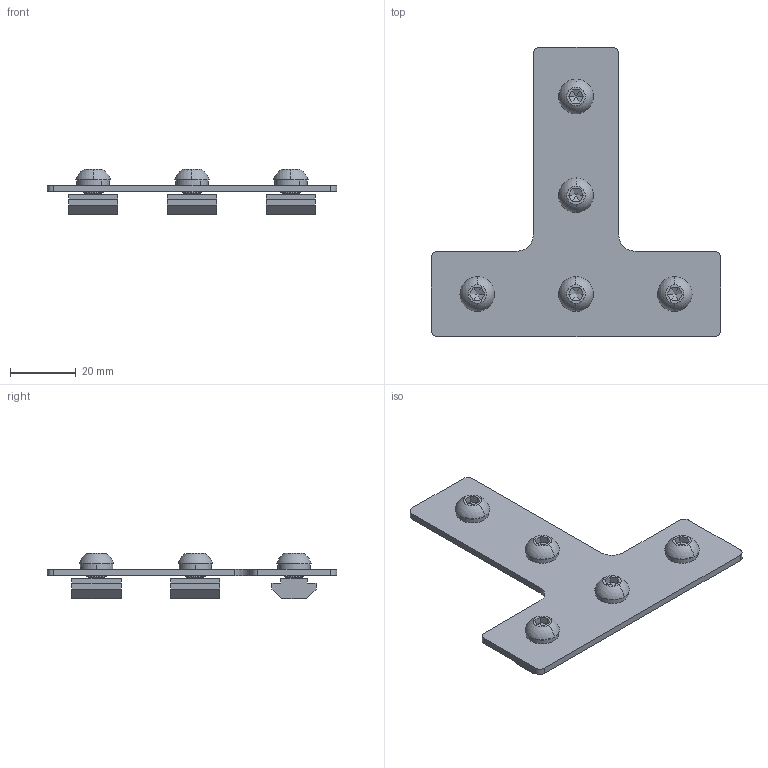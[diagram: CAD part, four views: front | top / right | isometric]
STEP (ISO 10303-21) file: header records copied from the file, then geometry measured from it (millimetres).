
FILE_DESCRIPTION (( 'STEP AP203' ), '1' );
FILE_NAME ('3.53.30.3030.02.STB.STEP', '2016-12-28T01:36:53', ( 'user' ), ( '' ), 'SwSTEP 2.0', 'SolidWorks 2012', '' );
FILE_SCHEMA (( 'CONFIG_CONTROL_DESIGN' ));
Length unit declared in the file: millimetre
Products named in the file (1): 3.53.30.3030.02.STB
Bounding box: 88 x 88 x 13.9 mm (x, y, z)
Volume: 14292.1 mm3; surface area: 15545.2 mm2
Topology: 16 solids, 16 shells, 613 faces, 1298 edges, 727 vertices
Faces by surface type: cone 250, cylinder 188, plane 165, sphere 10
Entity records: 16155 total; most frequent: DIRECTION 3042, CARTESIAN_POINT 2699, ORIENTED_EDGE 2596, EDGE_CURVE 1298, AXIS2_PLACEMENT_3D 1150, VECTOR 742, LINE 742, VERTEX_POINT 727
